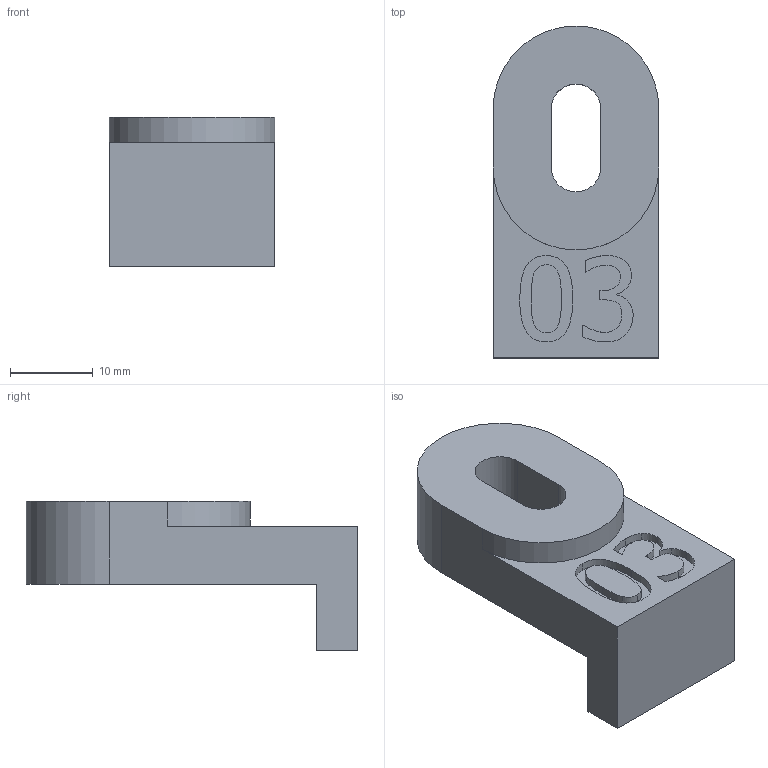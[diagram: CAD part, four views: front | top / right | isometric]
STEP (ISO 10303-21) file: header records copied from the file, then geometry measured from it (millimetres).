
FILE_DESCRIPTION(/* description */ (''),/* implementation_level */ '2;1');
FILE_NAME(/* name */ '2번부품.stp',/* time_stamp */ '2021-09-05T11:02:36+09:00',/* author */ ('서울공업고등학교'),/* organization */ (''),/* preprocessor_version */ 'ST-DEVELOPER v18.1',/* originating_system */ 'Autodesk Inventor 2022',/* authorisation */ '');
FILE_SCHEMA (('AUTOMOTIVE_DESIGN { 1 0 10303 214 3 1 1 }'));
Length unit declared in the file: millimetre
Products named in the file (1): 1번부품
Bounding box: 20 x 40 x 18 mm (x, y, z)
Volume: 6704.7 mm3; surface area: 3204.8 mm2
Topology: 1 solids, 1 shells, 56 faces, 153 edges, 102 vertices
Faces by surface type: bspline 31, plane 21, cylinder 4
Entity records: 1976 total; most frequent: CARTESIAN_POINT 715, ORIENTED_EDGE 306, EDGE_CURVE 153, DIRECTION 151, VERTEX_POINT 102, LINE 83, VECTOR 83, B_SPLINE_CURVE_WITH_KNOTS 62
